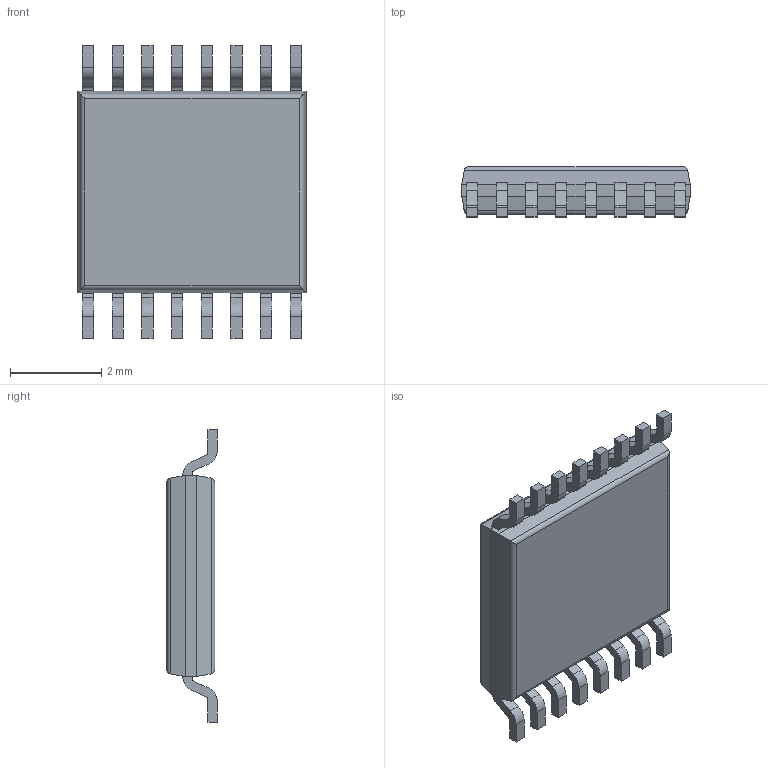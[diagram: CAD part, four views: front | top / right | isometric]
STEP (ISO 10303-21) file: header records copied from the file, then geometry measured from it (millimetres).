
FILE_DESCRIPTION (( 'STEP AP214' ), '1' );
FILE_NAME ( 'SOP16P65_500X640X110L60X24.STEP', '2018-03-14T12:32:44', ( '' ), ( '' ), 'Part was generated with the free Library Expert Lite available at www.PCBLibraries.com. Removing line will violate the End User License Agreement.', '©2017 PCB Libraries, Inc.', '' );
FILE_SCHEMA (( 'AUTOMOTIVE_DESIGN' ));
Length unit declared in the file: millimetre
Products named in the file (1): SOP16P65_500X640X110L60X24
Bounding box: 5 x 1.1 x 6.4 mm (x, y, z)
Volume: 23.5 mm3; surface area: 80.2 mm2
Topology: 17 solids, 17 shells, 249 faces, 626 edges, 412 vertices
Faces by surface type: plane 175, cylinder 72, torus 2
Entity records: 8327 total; most frequent: CARTESIAN_POINT 1312, DIRECTION 1252, ORIENTED_EDGE 1252, EDGE_CURVE 626, VECTOR 484, LINE 484, VERTEX_POINT 412, AXIS2_PLACEMENT_3D 384
